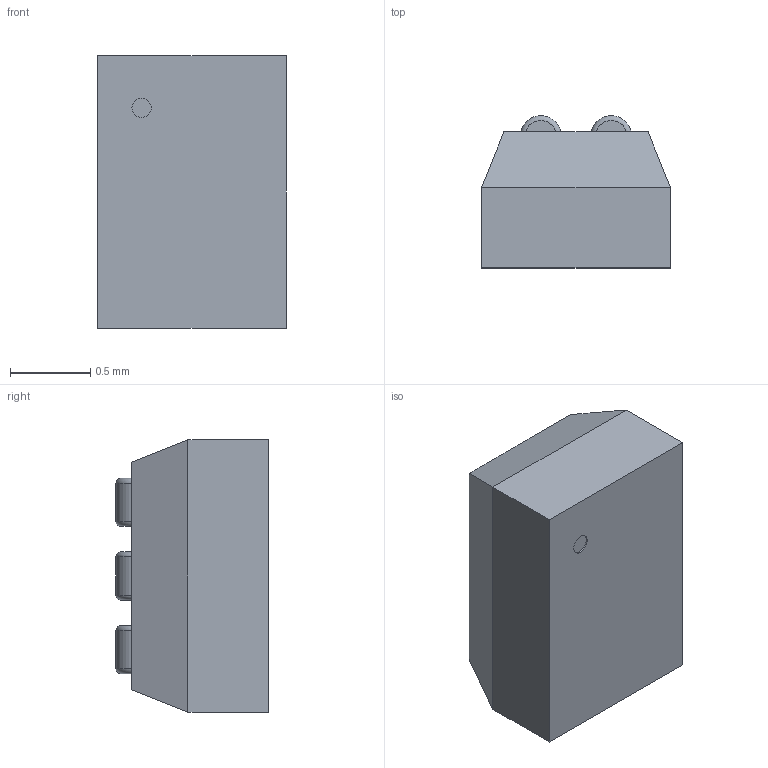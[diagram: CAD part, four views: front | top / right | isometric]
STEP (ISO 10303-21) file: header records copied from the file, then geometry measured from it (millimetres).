
FILE_DESCRIPTION (( 'STEP AP214' ), '1' );
FILE_NAME ('MXC4005XC.STEP', '2022-06-14T13:56:11', ( '' ), ( '' ), 'SwSTEP 2.0', 'SolidWorks 2018', '' );
FILE_SCHEMA (( 'AUTOMOTIVE_DESIGN' ));
Length unit declared in the file: millimetre
Products named in the file (1): MXC4005XC
Bounding box: 1.18 x 0.95 x 1.7 mm (x, y, z)
Volume: 1.6 mm3; surface area: 8.5 mm2
Topology: 1 solids, 1 shells, 43 faces, 98 edges, 64 vertices
Faces by surface type: plane 23, torus 12, cylinder 8
Entity records: 2027 total; most frequent: CARTESIAN_POINT 566, ORIENTED_EDGE 196, DIRECTION 190, EDGE_CURVE 98, AXIS2_PLACEMENT_3D 72, VERTEX_POINT 64, EDGE_LOOP 50, VECTOR 46
